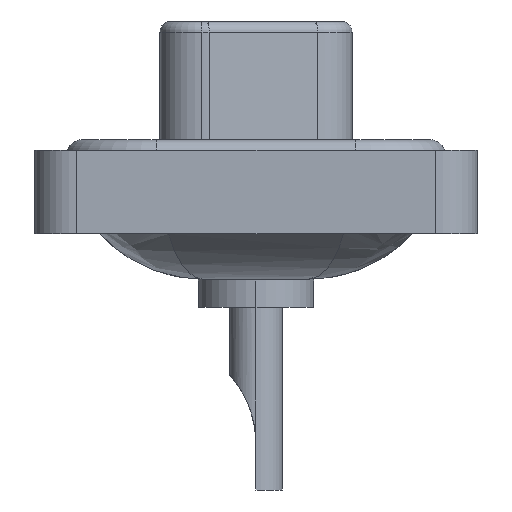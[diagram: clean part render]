
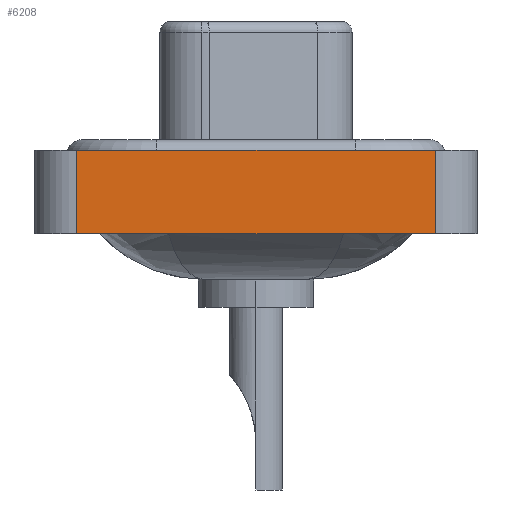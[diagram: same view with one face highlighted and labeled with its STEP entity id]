
A CAD part, left-side view. The second image highlights one B-rep face of the part: STEP entity #6208.
In plain terms, the highlighted planar face has unit normal (-1, 0, 0).
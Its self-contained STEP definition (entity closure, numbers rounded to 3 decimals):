
#354 = EDGE_CURVE ( 'NONE', #17068, #14636, #10047, .T. ) ;
#1421 = DIRECTION ( 'NONE',  ( 0., -1., 0. ) ) ;
#1482 = PLANE ( 'NONE',  #15328 ) ;
#1579 = CARTESIAN_POINT ( 'NONE',  ( -7.35, -8.55, 0.4 ) ) ;
#2066 = EDGE_CURVE ( 'NONE', #17068, #14275, #7015, .T. ) ;
#2112 = VECTOR ( 'NONE', #10588, 1000. ) ;
#2446 = ORIENTED_EDGE ( 'NONE', *, *, #354, .T. ) ;
#3685 = ORIENTED_EDGE ( 'NONE', *, *, #4669, .T. ) ;
#4669 = EDGE_CURVE ( 'NONE', #14636, #4944, #14041, .T. ) ;
#4944 = VERTEX_POINT ( 'NONE', #1579 ) ;
#5001 = LINE ( 'NONE', #13157, #2112 ) ;
#5366 = VECTOR ( 'NONE', #9941, 1000. ) ;
#5811 = CARTESIAN_POINT ( 'NONE',  ( -7.35, 8.55, -3.6 ) ) ;
#6208 = ADVANCED_FACE ( 'NONE', ( #8044 ), #1482, .T. ) ;
#6417 = VECTOR ( 'NONE', #16939, 1000. ) ;
#6770 = CARTESIAN_POINT ( 'NONE',  ( -7.35, -8.55, -3.6 ) ) ;
#7015 = LINE ( 'NONE', #5811, #6417 ) ;
#7393 = ORIENTED_EDGE ( 'NONE', *, *, #8653, .F. ) ;
#8044 = FACE_OUTER_BOUND ( 'NONE', #15506, .T. ) ;
#8119 = VECTOR ( 'NONE', #1421, 1000. ) ;
#8646 = DIRECTION ( 'NONE',  ( -1., 0., 0. ) ) ;
#8653 = EDGE_CURVE ( 'NONE', #14275, #4944, #5001, .T. ) ;
#9941 = DIRECTION ( 'NONE',  ( 0., 0., 1. ) ) ;
#10047 = LINE ( 'NONE', #15513, #8119 ) ;
#10588 = DIRECTION ( 'NONE',  ( 0., -1., 0. ) ) ;
#11295 = DIRECTION ( 'NONE',  ( 0., 0., 1. ) ) ;
#11624 = CARTESIAN_POINT ( 'NONE',  ( -7.35, 8.55, 0.4 ) ) ;
#11966 = CARTESIAN_POINT ( 'NONE',  ( -7.35, 8.55, -3.6 ) ) ;
#13157 = CARTESIAN_POINT ( 'NONE',  ( -7.35, -8.55, 0.4 ) ) ;
#14026 = CARTESIAN_POINT ( 'NONE',  ( -7.35, -8.55, -3.6 ) ) ;
#14041 = LINE ( 'NONE', #16945, #5366 ) ;
#14275 = VERTEX_POINT ( 'NONE', #11624 ) ;
#14636 = VERTEX_POINT ( 'NONE', #6770 ) ;
#15144 = ORIENTED_EDGE ( 'NONE', *, *, #2066, .F. ) ;
#15328 = AXIS2_PLACEMENT_3D ( 'NONE', #14026, #8646, #11295 ) ;
#15506 = EDGE_LOOP ( 'NONE', ( #3685, #7393, #15144, #2446 ) ) ;
#15513 = CARTESIAN_POINT ( 'NONE',  ( -7.35, -8.55, -3.6 ) ) ;
#16939 = DIRECTION ( 'NONE',  ( 0., 0., 1. ) ) ;
#16945 = CARTESIAN_POINT ( 'NONE',  ( -7.35, -8.55, -3.6 ) ) ;
#17068 = VERTEX_POINT ( 'NONE', #11966 ) ;
